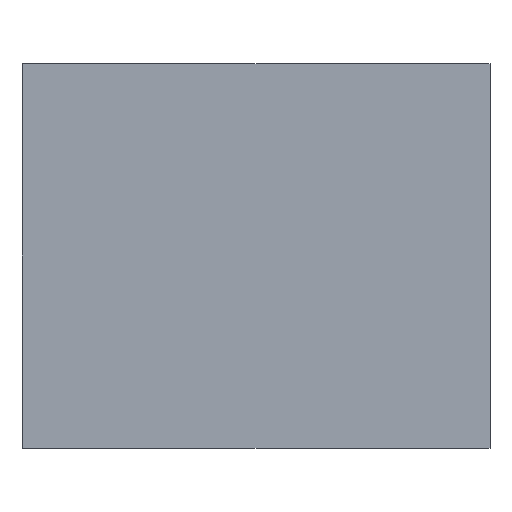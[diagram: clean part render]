
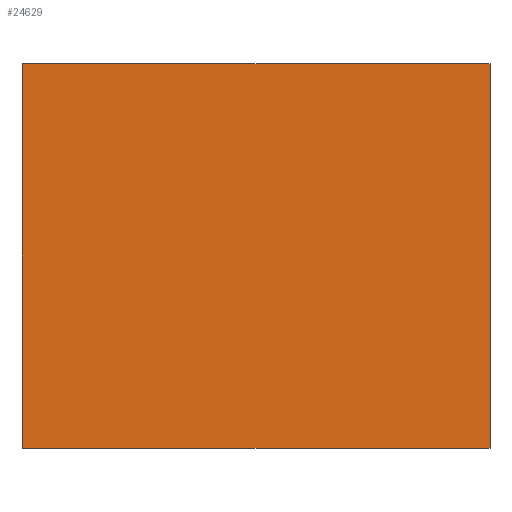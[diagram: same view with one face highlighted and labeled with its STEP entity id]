
A CAD part, front view. The second image highlights one B-rep face of the part: STEP entity #24629.
In plain terms, the highlighted planar face has unit normal (0, -1, 0).
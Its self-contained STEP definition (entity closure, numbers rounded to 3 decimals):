
#1143=PLANE('',#26045);
#2363=FACE_OUTER_BOUND('',#3583,.T.);
#3583=EDGE_LOOP('',(#22904,#22905,#22906,#22907));
#6690=LINE('',#38797,#10036);
#6919=LINE('',#39206,#10265);
#6929=LINE('',#39229,#10275);
#6930=LINE('',#39230,#10276);
#10036=VECTOR('',#31586,10.);
#10265=VECTOR('',#32145,10.);
#10275=VECTOR('',#32179,10.);
#10276=VECTOR('',#32180,10.);
#12741=VERTEX_POINT('',#38794);
#12742=VERTEX_POINT('',#38796);
#12757=VERTEX_POINT('',#39204);
#12758=VERTEX_POINT('',#39228);
#16038=EDGE_CURVE('',#12742,#12741,#6690,.T.);
#16267=EDGE_CURVE('',#12741,#12757,#6919,.T.);
#16277=EDGE_CURVE('',#12757,#12758,#6929,.T.);
#16278=EDGE_CURVE('',#12758,#12742,#6930,.T.);
#22904=ORIENTED_EDGE('',*,*,#16038,.T.);
#22905=ORIENTED_EDGE('',*,*,#16267,.T.);
#22906=ORIENTED_EDGE('',*,*,#16277,.T.);
#22907=ORIENTED_EDGE('',*,*,#16278,.T.);
#24629=ADVANCED_FACE('',(#2363),#1143,.T.);
#26045=AXIS2_PLACEMENT_3D('',#39227,#32177,#32178);
#31586=DIRECTION('',(-1.,0.,0.));
#32145=DIRECTION('',(0.,0.,-1.));
#32177=DIRECTION('center_axis',(0.,-1.,0.));
#32178=DIRECTION('ref_axis',(1.,0.,0.));
#32179=DIRECTION('',(1.,0.,0.));
#32180=DIRECTION('',(0.,0.,1.));
#38794=CARTESIAN_POINT('',(-53.,-24.4,43.5));
#38796=CARTESIAN_POINT('',(53.,-24.4,43.5));
#38797=CARTESIAN_POINT('',(53.,-24.4,43.5));
#39204=CARTESIAN_POINT('',(-53.,-24.4,-43.5));
#39206=CARTESIAN_POINT('',(-53.,-24.4,43.5));
#39227=CARTESIAN_POINT('Origin',(37.,-24.4,-14.5));
#39228=CARTESIAN_POINT('',(53.,-24.4,-43.5));
#39229=CARTESIAN_POINT('',(-53.,-24.4,-43.5));
#39230=CARTESIAN_POINT('',(53.,-24.4,-43.5));
